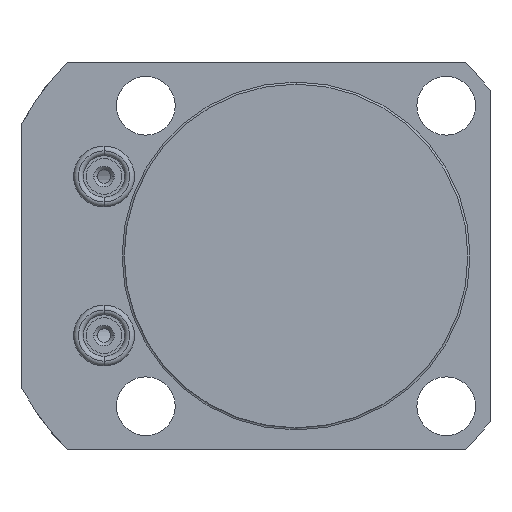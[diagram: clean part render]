
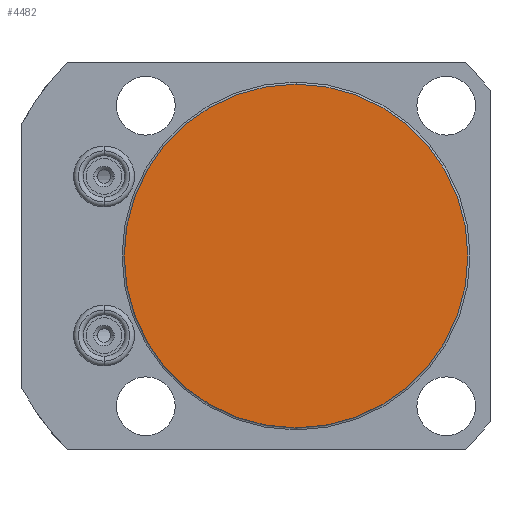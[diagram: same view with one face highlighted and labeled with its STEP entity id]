
A CAD part, front view. The second image highlights one B-rep face of the part: STEP entity #4482.
In plain terms, the highlighted planar face has unit normal (0, -1, 0).
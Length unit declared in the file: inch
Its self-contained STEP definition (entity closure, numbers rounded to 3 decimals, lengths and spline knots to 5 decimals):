
#2232=CARTESIAN_POINT('',(0.,0.,0.));
#2233=DIRECTION('',(0.,-1.,0.));
#2234=DIRECTION('',(0.,0.,1.));
#2235=AXIS2_PLACEMENT_3D('',#2232,#2233,#2234);
#2240=CARTESIAN_POINT('',(0.,0.,0.));
#2241=DIRECTION('',(0.,-1.,0.));
#2242=DIRECTION('',(0.,0.,-1.));
#2243=AXIS2_PLACEMENT_3D('',#2240,#2241,#2242);
#2285=CARTESIAN_POINT('',(0.,0.,1.236));
#2286=CARTESIAN_POINT('',(0.,0.,-1.236));
#2287=VERTEX_POINT('',#2285);
#2288=VERTEX_POINT('',#2286);
#4473=CARTESIAN_POINT('',(0.,0.,0.));
#4474=DIRECTION('',(0.,1.,0.));
#4475=DIRECTION('',(0.,0.,1.));
#4476=AXIS2_PLACEMENT_3D('',#4473,#4474,#4475);
#4477=PLANE('',#4476);
#4478=ORIENTED_EDGE('',*,*,#4453,.F.);
#4479=ORIENTED_EDGE('',*,*,#4467,.F.);
#4480=EDGE_LOOP('',(#4478,#4479));
#4481=FACE_OUTER_BOUND('',#4480,.F.);
#2236=CIRCLE('',#2235,1.236);
#2244=CIRCLE('',#2243,1.236);
#4453=EDGE_CURVE('',#2287,#2288,#2236,.T.);
#4467=EDGE_CURVE('',#2288,#2287,#2244,.T.);
#4482=ADVANCED_FACE('',(#4481),#4477,.F.);
